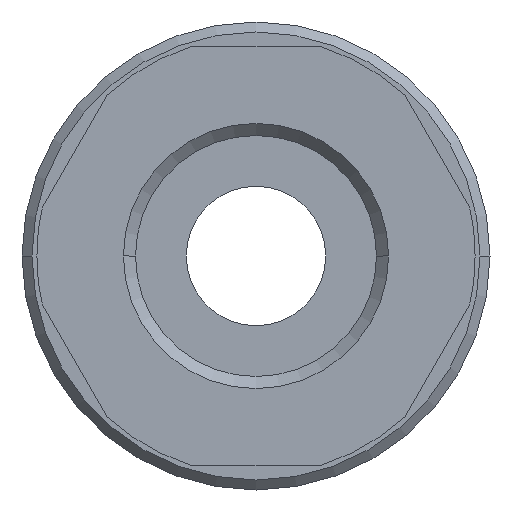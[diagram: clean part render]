
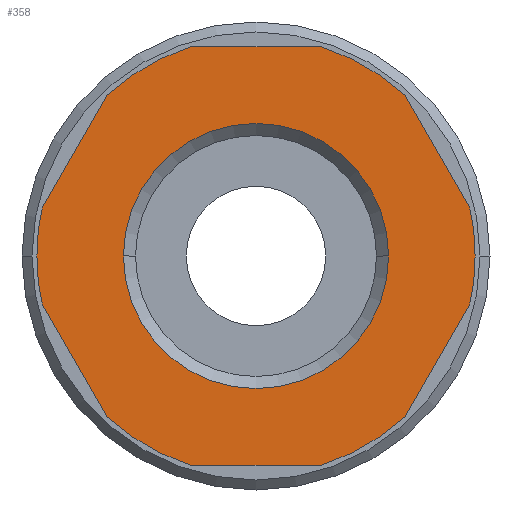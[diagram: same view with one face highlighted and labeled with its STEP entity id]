
A CAD part, front view. The second image highlights one B-rep face of the part: STEP entity #358.
In plain terms, the highlighted planar face has unit normal (0, -1, 0).
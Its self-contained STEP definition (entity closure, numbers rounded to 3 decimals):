
#358=ADVANCED_FACE('',(#727,#728),#729,.T.);
#727=FACE_BOUND('',#1098,.T.);
#728=FACE_OUTER_BOUND('',#1099,.T.);
#729=PLANE('',#1100);
#1098=EDGE_LOOP('',(#2014,#2015));
#1099=EDGE_LOOP('',(#2016,#2017,#2018,#2019,#2020,#2021,#2022,#2023,#2024,#2025,#2026,#2027,#2028,#2029));
#1100=AXIS2_PLACEMENT_3D('',#2030,#2031,#2032);
#2014=ORIENTED_EDGE('',*,*,#2359,.T.);
#2015=ORIENTED_EDGE('',*,*,#2189,.T.);
#2016=ORIENTED_EDGE('',*,*,#2411,.T.);
#2017=ORIENTED_EDGE('',*,*,#2253,.F.);
#2018=ORIENTED_EDGE('',*,*,#2426,.T.);
#2019=ORIENTED_EDGE('',*,*,#2319,.F.);
#2020=ORIENTED_EDGE('',*,*,#2346,.T.);
#2021=ORIENTED_EDGE('',*,*,#2278,.F.);
#2022=ORIENTED_EDGE('',*,*,#2429,.F.);
#2023=ORIENTED_EDGE('',*,*,#2460,.T.);
#2024=ORIENTED_EDGE('',*,*,#2445,.F.);
#2025=ORIENTED_EDGE('',*,*,#2308,.T.);
#2026=ORIENTED_EDGE('',*,*,#2473,.F.);
#2027=ORIENTED_EDGE('',*,*,#2470,.T.);
#2028=ORIENTED_EDGE('',*,*,#2447,.F.);
#2029=ORIENTED_EDGE('',*,*,#2157,.F.);
#2030=CARTESIAN_POINT('',(5.5,0.0,0.0));
#2031=DIRECTION('',(-0.0,-1.0,-0.0));
#2032=DIRECTION('',(-1.0,0.0,0.0));
#2157=EDGE_CURVE('',#2563,#2559,#2565,.T.);
#2189=EDGE_CURVE('',#2615,#2617,#2619,.T.);
#2253=EDGE_CURVE('',#2716,#2711,#2718,.T.);
#2278=EDGE_CURVE('',#2754,#2757,#2758,.T.);
#2308=EDGE_CURVE('',#2800,#2797,#2801,.T.);
#2319=EDGE_CURVE('',#2815,#2810,#2817,.T.);
#2346=EDGE_CURVE('',#2815,#2757,#2850,.T.);
#2359=EDGE_CURVE('',#2617,#2615,#2866,.T.);
#2411=EDGE_CURVE('',#2563,#2711,#2923,.T.);
#2426=EDGE_CURVE('',#2716,#2810,#2938,.T.);
#2429=EDGE_CURVE('',#2940,#2754,#2942,.T.);
#2445=EDGE_CURVE('',#2800,#2959,#2961,.T.);
#2447=EDGE_CURVE('',#2559,#2963,#2964,.T.);
#2460=EDGE_CURVE('',#2940,#2959,#2979,.T.);
#2470=EDGE_CURVE('',#2991,#2963,#2992,.T.);
#2473=EDGE_CURVE('',#2991,#2797,#2995,.T.);
#2559=VERTEX_POINT('',#3254);
#2563=VERTEX_POINT('',#3259);
#2565=CIRCLE('',#3262,11.0);
#2615=VERTEX_POINT('',#3322);
#2617=VERTEX_POINT('',#3325);
#2619=CIRCLE('',#3328,6.655);
#2711=VERTEX_POINT('',#3542);
#2716=VERTEX_POINT('',#3548);
#2718=CIRCLE('',#3551,11.0);
#2754=VERTEX_POINT('',#3669);
#2757=VERTEX_POINT('',#3673);
#2758=CIRCLE('',#3674,11.0);
#2797=VERTEX_POINT('',#3753);
#2800=VERTEX_POINT('',#3757);
#2801=LINE('',#3758,#3759);
#2810=VERTEX_POINT('',#3772);
#2815=VERTEX_POINT('',#3778);
#2817=CIRCLE('',#3781,11.0);
#2850=LINE('',#3842,#3843);
#2866=CIRCLE('',#3895,6.655);
#2923=LINE('',#4039,#4040);
#2938=LINE('',#4060,#4061);
#2940=VERTEX_POINT('',#4063);
#2942=CIRCLE('',#4066,11.0);
#2959=VERTEX_POINT('',#4085);
#2961=CIRCLE('',#4088,11.0);
#2963=VERTEX_POINT('',#4090);
#2964=CIRCLE('',#4091,11.0);
#2979=LINE('',#4120,#4121);
#2991=VERTEX_POINT('',#4133);
#2992=LINE('',#4134,#4135);
#2995=CIRCLE('',#4139,11.0);
#3254=CARTESIAN_POINT('',(-11.0,0.0,0.));
#3259=CARTESIAN_POINT('',(-10.733,0.0,-2.411));
#3262=AXIS2_PLACEMENT_3D('',#4193,#4194,#4195);
#3322=CARTESIAN_POINT('',(6.655,0.0,0.));
#3325=CARTESIAN_POINT('',(-6.655,0.0,0.));
#3328=AXIS2_PLACEMENT_3D('',#4244,#4245,#4246);
#3542=CARTESIAN_POINT('',(-7.454,0.0,-8.089));
#3548=CARTESIAN_POINT('',(-3.279,0.0,-10.5));
#3551=AXIS2_PLACEMENT_3D('',#4336,#4337,#4338);
#3669=CARTESIAN_POINT('',(11.0,0.0,0.));
#3673=CARTESIAN_POINT('',(10.733,0.0,-2.411));
#3674=AXIS2_PLACEMENT_3D('',#4360,#4361,#4362);
#3753=CARTESIAN_POINT('',(-3.279,0.0,10.5));
#3757=CARTESIAN_POINT('',(3.279,0.0,10.5));
#3758=CARTESIAN_POINT('',(2.75,0.0,10.5));
#3759=VECTOR('',#4401,1.0);
#3772=CARTESIAN_POINT('',(3.279,0.0,-10.5));
#3778=CARTESIAN_POINT('',(7.454,0.0,-8.089));
#3781=AXIS2_PLACEMENT_3D('',#4414,#4415,#4416);
#3842=CARTESIAN_POINT('',(9.781,0.0,-4.059));
#3843=VECTOR('',#4459,1.0);
#3895=AXIS2_PLACEMENT_3D('',#4469,#4470,#4471);
#4039=CARTESIAN_POINT('',(-8.406,0.0,-6.441));
#4040=VECTOR('',#4515,1.0);
#4060=CARTESIAN_POINT('',(2.75,0.0,-10.5));
#4061=VECTOR('',#4530,1.0);
#4063=CARTESIAN_POINT('',(10.733,0.0,2.411));
#4066=AXIS2_PLACEMENT_3D('',#4532,#4533,#4534);
#4085=CARTESIAN_POINT('',(7.454,0.0,8.089));
#4088=AXIS2_PLACEMENT_3D('',#4553,#4554,#4555);
#4090=CARTESIAN_POINT('',(-10.733,0.0,2.411));
#4091=AXIS2_PLACEMENT_3D('',#4556,#4557,#4558);
#4120=CARTESIAN_POINT('',(9.781,0.0,4.059));
#4121=VECTOR('',#4568,1.0);
#4133=CARTESIAN_POINT('',(-7.454,0.0,8.089));
#4134=CARTESIAN_POINT('',(-8.406,0.0,6.441));
#4135=VECTOR('',#4581,1.0);
#4139=AXIS2_PLACEMENT_3D('',#4583,#4584,#4585);
#4193=CARTESIAN_POINT('',(0.0,0.0,0.0));
#4194=DIRECTION('',(-0.0,1.0,0.0));
#4195=DIRECTION('',(1.0,0.0,0.0));
#4244=CARTESIAN_POINT('',(0.0,0.0,0.0));
#4245=DIRECTION('',(-0.0,1.0,0.0));
#4246=DIRECTION('',(1.0,0.0,0.0));
#4336=CARTESIAN_POINT('',(0.0,0.0,0.0));
#4337=DIRECTION('',(-0.0,1.0,0.0));
#4338=DIRECTION('',(1.0,0.0,0.0));
#4360=CARTESIAN_POINT('',(0.0,0.0,0.0));
#4361=DIRECTION('',(-0.0,1.0,0.0));
#4362=DIRECTION('',(1.0,0.0,0.0));
#4401=DIRECTION('',(-1.0,0.0,0.));
#4414=CARTESIAN_POINT('',(0.0,0.0,0.0));
#4415=DIRECTION('',(-0.0,1.0,0.0));
#4416=DIRECTION('',(1.0,0.0,0.0));
#4459=DIRECTION('',(0.5,-0.0,0.866));
#4469=CARTESIAN_POINT('',(0.0,0.0,0.0));
#4470=DIRECTION('',(-0.0,1.0,0.0));
#4471=DIRECTION('',(1.0,0.0,0.0));
#4515=DIRECTION('',(0.5,0.0,-0.866));
#4530=DIRECTION('',(1.0,-0.0,0.0));
#4532=CARTESIAN_POINT('',(0.0,0.0,0.0));
#4533=DIRECTION('',(-0.0,1.0,0.0));
#4534=DIRECTION('',(1.0,0.0,0.0));
#4553=CARTESIAN_POINT('',(0.0,0.0,0.0));
#4554=DIRECTION('',(-0.0,1.0,0.0));
#4555=DIRECTION('',(1.0,0.0,0.0));
#4556=CARTESIAN_POINT('',(0.0,0.0,0.0));
#4557=DIRECTION('',(-0.0,1.0,0.0));
#4558=DIRECTION('',(1.0,0.0,0.0));
#4568=DIRECTION('',(-0.5,0.0,0.866));
#4581=DIRECTION('',(-0.5,0.0,-0.866));
#4583=CARTESIAN_POINT('',(0.0,0.0,0.0));
#4584=DIRECTION('',(-0.0,1.0,0.0));
#4585=DIRECTION('',(1.0,0.0,0.0));
